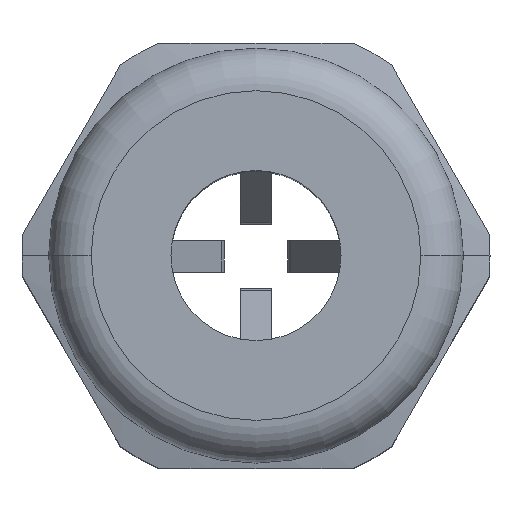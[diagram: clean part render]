
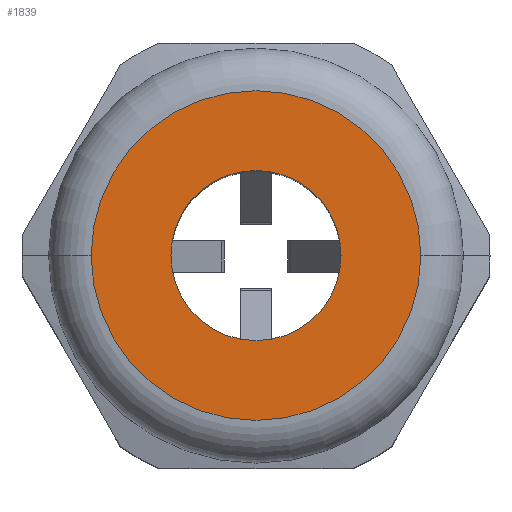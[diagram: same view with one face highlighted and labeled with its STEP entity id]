
A CAD part, top view. The second image highlights one B-rep face of the part: STEP entity #1839.
In plain terms, the highlighted planar face has unit normal (0, 0, 1).
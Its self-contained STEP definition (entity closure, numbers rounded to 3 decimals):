
#136 = AXIS2_PLACEMENT_3D ( 'NONE', #1088, #1087, #1086 ) ;
#145 = AXIS2_PLACEMENT_3D ( 'NONE', #1117, #1113, #1112 ) ;
#440 = DIRECTION ( 'NONE',  ( 1., 0., 0. ) ) ;
#441 = DIRECTION ( 'NONE',  ( 0., 0., 1. ) ) ;
#442 = CARTESIAN_POINT ( 'NONE',  ( 0., 0., 25.5 ) ) ;
#443 = PLANE ( 'NONE',  #1420 ) ;
#907 = VERTEX_POINT ( 'NONE', #1966 ) ;
#908 = VERTEX_POINT ( 'NONE', #1965 ) ;
#916 = VERTEX_POINT ( 'NONE', #1958 ) ;
#918 = VERTEX_POINT ( 'NONE', #1957 ) ;
#1086 = DIRECTION ( 'NONE',  ( 1., 0., 0. ) ) ;
#1087 = DIRECTION ( 'NONE',  ( 0., 0., 1. ) ) ;
#1088 = CARTESIAN_POINT ( 'NONE',  ( 0., 0., 25.5 ) ) ;
#1112 = DIRECTION ( 'NONE',  ( 1., 0., 0. ) ) ;
#1113 = DIRECTION ( 'NONE',  ( 0., 0., 1. ) ) ;
#1117 = CARTESIAN_POINT ( 'NONE',  ( 0., 0., 25.5 ) ) ;
#1420 = AXIS2_PLACEMENT_3D ( 'NONE', #442, #441, #440 ) ;
#1424 = FACE_OUTER_BOUND ( 'NONE', #2032, .T. ) ;
#1441 = FACE_BOUND ( 'NONE', #2031, .T. ) ;
#1509 = AXIS2_PLACEMENT_3D ( 'NONE', #2321, #2320, #2319 ) ;
#1512 = AXIS2_PLACEMENT_3D ( 'NONE', #2318, #2317, #2316 ) ;
#1629 = CIRCLE ( 'NONE', #136, 7.75 ) ;
#1635 = CIRCLE ( 'NONE', #1512, 7.75 ) ;
#1642 = CIRCLE ( 'NONE', #145, 4. ) ;
#1667 = CIRCLE ( 'NONE', #1509, 4. ) ;
#1721 = EDGE_CURVE ( 'NONE', #907, #908, #1642, .T. ) ;
#1729 = EDGE_CURVE ( 'NONE', #918, #916, #1629, .T. ) ;
#1839 = ADVANCED_FACE ( 'NONE', ( #1441, #1424 ), #443, .T. ) ;
#1957 = CARTESIAN_POINT ( 'NONE',  ( 7.75, 0., 25.5 ) ) ;
#1958 = CARTESIAN_POINT ( 'NONE',  ( -7.75, 0., 25.5 ) ) ;
#1965 = CARTESIAN_POINT ( 'NONE',  ( 4., 0., 25.5 ) ) ;
#1966 = CARTESIAN_POINT ( 'NONE',  ( -4., 0., 25.5 ) ) ;
#2031 = EDGE_LOOP ( 'NONE', ( #2457, #2459 ) ) ;
#2032 = EDGE_LOOP ( 'NONE', ( #2456, #2460 ) ) ;
#2220 = EDGE_CURVE ( 'NONE', #908, #907, #1667, .T. ) ;
#2221 = EDGE_CURVE ( 'NONE', #916, #918, #1635, .T. ) ;
#2316 = DIRECTION ( 'NONE',  ( 1., 0., 0. ) ) ;
#2317 = DIRECTION ( 'NONE',  ( 0., 0., 1. ) ) ;
#2318 = CARTESIAN_POINT ( 'NONE',  ( 0., 0., 25.5 ) ) ;
#2319 = DIRECTION ( 'NONE',  ( 1., 0., 0. ) ) ;
#2320 = DIRECTION ( 'NONE',  ( 0., 0., 1. ) ) ;
#2321 = CARTESIAN_POINT ( 'NONE',  ( 0., 0., 25.5 ) ) ;
#2456 = ORIENTED_EDGE ( 'NONE', *, *, #1729, .T. ) ;
#2457 = ORIENTED_EDGE ( 'NONE', *, *, #2220, .F. ) ;
#2459 = ORIENTED_EDGE ( 'NONE', *, *, #1721, .F. ) ;
#2460 = ORIENTED_EDGE ( 'NONE', *, *, #2221, .T. ) ;
